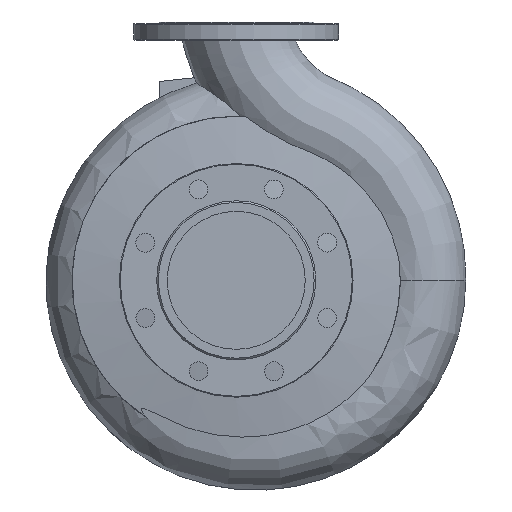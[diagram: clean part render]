
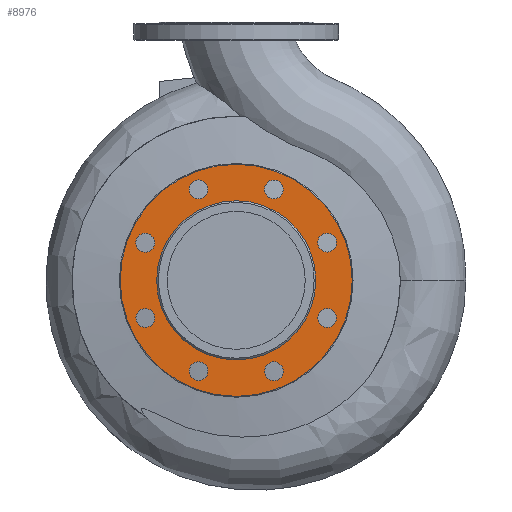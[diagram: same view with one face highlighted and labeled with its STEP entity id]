
A CAD part, left-side view. The second image highlights one B-rep face of the part: STEP entity #8976.
In plain terms, the highlighted planar face has unit normal (-1, 0, 0).
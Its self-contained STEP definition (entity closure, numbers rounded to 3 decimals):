
#326=FACE_BOUND('',#1941,.T.);
#327=FACE_BOUND('',#1942,.T.);
#328=FACE_BOUND('',#1943,.T.);
#329=FACE_BOUND('',#1944,.T.);
#330=FACE_BOUND('',#1945,.T.);
#331=FACE_BOUND('',#1946,.T.);
#332=FACE_BOUND('',#1947,.T.);
#333=FACE_BOUND('',#1948,.T.);
#334=FACE_BOUND('',#1949,.T.);
#512=CIRCLE('',#9643,11.5);
#514=CIRCLE('',#9646,11.5);
#516=CIRCLE('',#9649,11.5);
#518=CIRCLE('',#9652,11.5);
#520=CIRCLE('',#9655,11.5);
#522=CIRCLE('',#9658,11.5);
#524=CIRCLE('',#9661,11.5);
#526=CIRCLE('',#9664,11.5);
#527=CIRCLE('',#9666,97.);
#529=CIRCLE('',#9669,141.5);
#933=PLANE('',#9668);
#1318=FACE_OUTER_BOUND('',#1940,.T.);
#1940=EDGE_LOOP('',(#7094));
#1941=EDGE_LOOP('',(#7095));
#1942=EDGE_LOOP('',(#7096));
#1943=EDGE_LOOP('',(#7097));
#1944=EDGE_LOOP('',(#7098));
#1945=EDGE_LOOP('',(#7099));
#1946=EDGE_LOOP('',(#7100));
#1947=EDGE_LOOP('',(#7101));
#1948=EDGE_LOOP('',(#7102));
#1949=EDGE_LOOP('',(#7103));
#4279=VERTEX_POINT('',#15220);
#4281=VERTEX_POINT('',#15225);
#4283=VERTEX_POINT('',#15230);
#4285=VERTEX_POINT('',#15235);
#4287=VERTEX_POINT('',#15240);
#4289=VERTEX_POINT('',#15245);
#4291=VERTEX_POINT('',#15250);
#4293=VERTEX_POINT('',#15255);
#4294=VERTEX_POINT('',#15258);
#4296=VERTEX_POINT('',#15263);
#5305=EDGE_CURVE('',#4279,#4279,#512,.T.);
#5307=EDGE_CURVE('',#4281,#4281,#514,.T.);
#5309=EDGE_CURVE('',#4283,#4283,#516,.T.);
#5311=EDGE_CURVE('',#4285,#4285,#518,.T.);
#5313=EDGE_CURVE('',#4287,#4287,#520,.T.);
#5315=EDGE_CURVE('',#4289,#4289,#522,.T.);
#5317=EDGE_CURVE('',#4291,#4291,#524,.T.);
#5319=EDGE_CURVE('',#4293,#4293,#526,.T.);
#5320=EDGE_CURVE('',#4294,#4294,#527,.T.);
#5322=EDGE_CURVE('',#4296,#4296,#529,.T.);
#7094=ORIENTED_EDGE('',*,*,#5322,.T.);
#7095=ORIENTED_EDGE('',*,*,#5305,.F.);
#7096=ORIENTED_EDGE('',*,*,#5307,.F.);
#7097=ORIENTED_EDGE('',*,*,#5309,.F.);
#7098=ORIENTED_EDGE('',*,*,#5311,.F.);
#7099=ORIENTED_EDGE('',*,*,#5313,.F.);
#7100=ORIENTED_EDGE('',*,*,#5315,.F.);
#7101=ORIENTED_EDGE('',*,*,#5317,.F.);
#7102=ORIENTED_EDGE('',*,*,#5319,.F.);
#7103=ORIENTED_EDGE('',*,*,#5320,.F.);
#8976=ADVANCED_FACE('',(#1318,#326,#327,#328,#329,#330,#331,#332,#333,#334),
#933,.F.);
#9643=AXIS2_PLACEMENT_3D('',#15221,#11240,#11241);
#9646=AXIS2_PLACEMENT_3D('',#15226,#11246,#11247);
#9649=AXIS2_PLACEMENT_3D('',#15231,#11252,#11253);
#9652=AXIS2_PLACEMENT_3D('',#15236,#11258,#11259);
#9655=AXIS2_PLACEMENT_3D('',#15241,#11264,#11265);
#9658=AXIS2_PLACEMENT_3D('',#15246,#11270,#11271);
#9661=AXIS2_PLACEMENT_3D('',#15251,#11276,#11277);
#9664=AXIS2_PLACEMENT_3D('',#15256,#11282,#11283);
#9666=AXIS2_PLACEMENT_3D('',#15259,#11286,#11287);
#9668=AXIS2_PLACEMENT_3D('',#15262,#11290,#11291);
#9669=AXIS2_PLACEMENT_3D('',#15264,#11292,#11293);
#11240=DIRECTION('center_axis',(-1.,0.,0.));
#11241=DIRECTION('ref_axis',(0.,0.707,-0.707));
#11246=DIRECTION('center_axis',(-1.,0.,0.));
#11247=DIRECTION('ref_axis',(0.,1.,0.));
#11252=DIRECTION('center_axis',(-1.,0.,0.));
#11253=DIRECTION('ref_axis',(0.,0.707,0.707));
#11258=DIRECTION('center_axis',(-1.,0.,0.));
#11259=DIRECTION('ref_axis',(0.,0.,
1.));
#11264=DIRECTION('center_axis',(-1.,0.,0.));
#11265=DIRECTION('ref_axis',(0.,-0.707,0.707));
#11270=DIRECTION('center_axis',(-1.,0.,0.));
#11271=DIRECTION('ref_axis',(0.,-1.,0.));
#11276=DIRECTION('center_axis',(-1.,0.,0.));
#11277=DIRECTION('ref_axis',(0.,-0.707,-0.707));
#11282=DIRECTION('center_axis',(-1.,0.,0.));
#11283=DIRECTION('ref_axis',(0.,0.,-1.));
#11286=DIRECTION('center_axis',(-1.,0.,0.));
#11287=DIRECTION('ref_axis',(0.,-1.,0.));
#11290=DIRECTION('center_axis',(1.,0.,0.));
#11291=DIRECTION('ref_axis',(0.,0.,1.));
#11292=DIRECTION('center_axis',(-1.,0.,0.));
#11293=DIRECTION('ref_axis',(0.,-1.,0.));
#15220=CARTESIAN_POINT('',(-138.,-118.997,122.21));
#15221=CARTESIAN_POINT('Origin',(-138.,-110.866,114.078));
#15225=CARTESIAN_POINT('',(-138.,-57.422,49.134));
#15226=CARTESIAN_POINT('Origin',(-138.,-45.922,49.134));
#15230=CARTESIAN_POINT('',(-138.,37.79,41.003));
#15231=CARTESIAN_POINT('Origin',(-138.,45.922,49.134));
#15235=CARTESIAN_POINT('',(-138.,110.866,102.578));
#15236=CARTESIAN_POINT('Origin',(-138.,110.866,114.078));
#15240=CARTESIAN_POINT('',(-138.,118.997,197.79));
#15241=CARTESIAN_POINT('Origin',(-138.,110.866,205.922));
#15245=CARTESIAN_POINT('',(-138.,57.422,270.866));
#15246=CARTESIAN_POINT('Origin',(-138.,45.922,270.866));
#15250=CARTESIAN_POINT('',(-138.,-37.79,278.997));
#15251=CARTESIAN_POINT('Origin',(-138.,-45.922,270.866));
#15255=CARTESIAN_POINT('',(-138.,-110.866,217.422));
#15256=CARTESIAN_POINT('Origin',(-138.,-110.866,205.922));
#15258=CARTESIAN_POINT('',(-138.,-97.,160.));
#15259=CARTESIAN_POINT('Origin',(-138.,0.,160.));
#15262=CARTESIAN_POINT('Origin',(-138.,-119.25,160.));
#15263=CARTESIAN_POINT('',(-138.,-141.5,160.));
#15264=CARTESIAN_POINT('Origin',(-138.,0.,160.));
